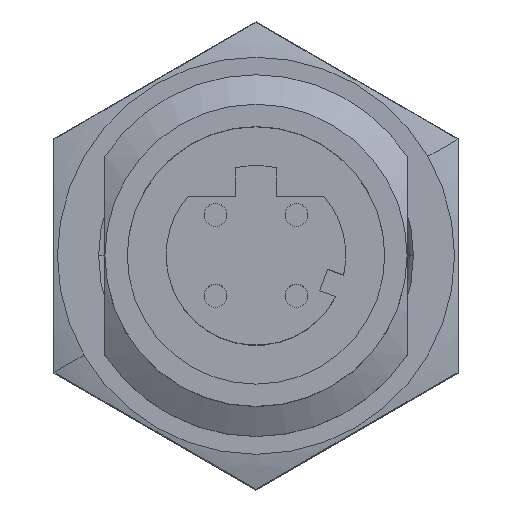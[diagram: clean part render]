
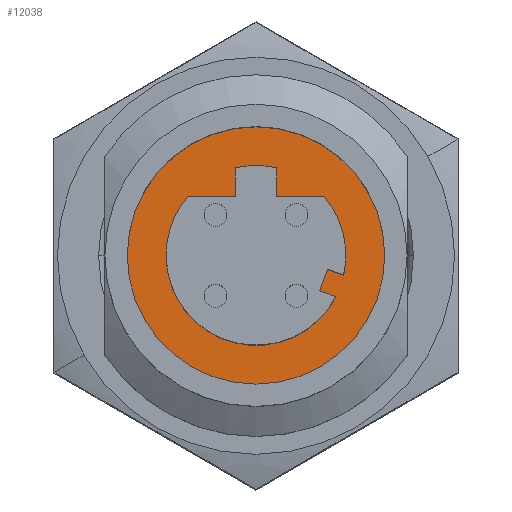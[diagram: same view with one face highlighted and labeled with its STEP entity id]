
A CAD part, top view. The second image highlights one B-rep face of the part: STEP entity #12038.
In plain terms, the highlighted planar face has unit normal (0, 0, 1).
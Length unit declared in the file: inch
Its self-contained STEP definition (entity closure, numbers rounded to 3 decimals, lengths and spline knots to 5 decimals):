
#662 = VERTEX_POINT ( 'NONE', #7573 ) ;
#827 = EDGE_CURVE ( 'NONE', #831, #830, #7983, .T. ) ;
#828 = EDGE_CURVE ( 'NONE', #829, #13551, #7974, .T. ) ;
#829 = VERTEX_POINT ( 'NONE', #8149 ) ;
#830 = VERTEX_POINT ( 'NONE', #8148 ) ;
#831 = VERTEX_POINT ( 'NONE', #8291 ) ;
#4783 = CARTESIAN_POINT ( 'NONE',  ( 0.036, 0.10282, 0.467 ) ) ;
#4803 = DIRECTION ( 'NONE',  ( 0., -1., 0. ) ) ;
#4804 = VECTOR ( 'NONE', #4803, 39.37008 ) ;
#4805 = CARTESIAN_POINT ( 'NONE',  ( -0.036, 0.15282, 0.467 ) ) ;
#4806 = LINE ( 'NONE', #4805, #4804 ) ;
#4850 = DIRECTION ( 'NONE',  ( -1., 0., 0. ) ) ;
#4851 = VECTOR ( 'NONE', #4850, 39.37008 ) ;
#4852 = CARTESIAN_POINT ( 'NONE',  ( 0.036, 0.10282, 0.467 ) ) ;
#4853 = LINE ( 'NONE', #4852, #4851 ) ;
#4854 = DIRECTION ( 'NONE',  ( 1., 0., 0. ) ) ;
#4855 = DIRECTION ( 'NONE',  ( 0., 0., 1. ) ) ;
#4856 = CARTESIAN_POINT ( 'NONE',  ( 0., 0., 0.467 ) ) ;
#4857 = AXIS2_PLACEMENT_3D ( 'NONE', #4856, #4855, #4854 ) ;
#4858 = CIRCLE ( 'NONE', #4857, 0.157 ) ;
#4866 = CARTESIAN_POINT ( 'NONE',  ( -0.036, 0.10282, 0.467 ) ) ;
#4892 = CARTESIAN_POINT ( 'NONE',  ( -0.036, 0.15282, 0.467 ) ) ;
#4894 = CARTESIAN_POINT ( 'NONE',  ( 0.11865, 0.10282, 0.467 ) ) ;
#4895 = DIRECTION ( 'NONE',  ( 0.94, -0.342, 0. ) ) ;
#4896 = VECTOR ( 'NONE', #4895, 39.37008 ) ;
#4897 = CARTESIAN_POINT ( 'NONE',  ( 0.12498, -0.02421, 0.467 ) ) ;
#4898 = LINE ( 'NONE', #4897, #4896 ) ;
#4904 = CARTESIAN_POINT ( 'NONE',  ( 0.15317, -0.03447, 0.467 ) ) ;
#4905 = DIRECTION ( 'NONE',  ( 0., 1., 0. ) ) ;
#4906 = VECTOR ( 'NONE', #4905, 39.37008 ) ;
#4907 = CARTESIAN_POINT ( 'NONE',  ( 0.036, 0.15282, 0.467 ) ) ;
#4908 = LINE ( 'NONE', #4907, #4906 ) ;
#4909 = DIRECTION ( 'NONE',  ( 1., 0., 0. ) ) ;
#4910 = DIRECTION ( 'NONE',  ( 0., 0., 1. ) ) ;
#4911 = AXIS2_PLACEMENT_3D ( 'NONE', #4916, #4910, #4909 ) ;
#4912 = CIRCLE ( 'NONE', #4911, 0.157 ) ;
#4916 = CARTESIAN_POINT ( 'NONE',  ( 0., 0., 0.467 ) ) ;
#5262 = LINE ( 'NONE', #5266, #5265 ) ;
#5263 = CARTESIAN_POINT ( 'NONE',  ( 0.036, 0.15282, 0.467 ) ) ;
#5264 = DIRECTION ( 'NONE',  ( -1., 0., 0. ) ) ;
#5265 = VECTOR ( 'NONE', #5264, 39.37008 ) ;
#5266 = CARTESIAN_POINT ( 'NONE',  ( -0.036, 0.10282, 0.467 ) ) ;
#5314 = CARTESIAN_POINT ( 'NONE',  ( 0.13949, -0.07205, 0.467 ) ) ;
#7573 = CARTESIAN_POINT ( 'NONE',  ( -0.11865, 0.10282, 0.467 ) ) ;
#7616 = DIRECTION ( 'NONE',  ( 0., 0., 1. ) ) ;
#7972 = CARTESIAN_POINT ( 'NONE',  ( 0., 0., 0.467 ) ) ;
#7973 = AXIS2_PLACEMENT_3D ( 'NONE', #7972, #7616, #8150 ) ;
#7974 = CIRCLE ( 'NONE', #7973, 0.157 ) ;
#7976 = DIRECTION ( 'NONE',  ( 1., 0., 0. ) ) ;
#7977 = DIRECTION ( 'NONE',  ( 0., 0., 1. ) ) ;
#7978 = CARTESIAN_POINT ( 'NONE',  ( 0., 0., 0.467 ) ) ;
#7979 = AXIS2_PLACEMENT_3D ( 'NONE', #7978, #7977, #7976 ) ;
#7983 = CIRCLE ( 'NONE', #7979, 0.225 ) ;
#8148 = CARTESIAN_POINT ( 'NONE',  ( 0.225, 0., 0.467 ) ) ;
#8149 = CARTESIAN_POINT ( 'NONE',  ( -0.157, 0., 0.467 ) ) ;
#8150 = DIRECTION ( 'NONE',  ( 1., 0., 0. ) ) ;
#8291 = CARTESIAN_POINT ( 'NONE',  ( -0.225, 0., 0.467 ) ) ;
#10382 = DIRECTION ( 'NONE',  ( 1., 0., 0. ) ) ;
#10383 = DIRECTION ( 'NONE',  ( 0., 0., 1. ) ) ;
#10384 = CARTESIAN_POINT ( 'NONE',  ( 0., 0., 0.467 ) ) ;
#10385 = AXIS2_PLACEMENT_3D ( 'NONE', #10384, #10383, #10382 ) ;
#10386 = PLANE ( 'NONE',  #10385 ) ;
#10388 = LINE ( 'NONE', #10505, #10504 ) ;
#10418 = CARTESIAN_POINT ( 'NONE',  ( 0.12498, -0.02421, 0.467 ) ) ;
#10452 = DIRECTION ( 'NONE',  ( 1., 0., 0. ) ) ;
#10453 = DIRECTION ( 'NONE',  ( 0., 0., 1. ) ) ;
#10454 = CARTESIAN_POINT ( 'NONE',  ( 0., 0., 0.467 ) ) ;
#10455 = AXIS2_PLACEMENT_3D ( 'NONE', #10454, #10453, #10452 ) ;
#10467 = DIRECTION ( 'NONE',  ( -0.94, 0.342, 0. ) ) ;
#10468 = VECTOR ( 'NONE', #10467, 39.37008 ) ;
#10469 = CARTESIAN_POINT ( 'NONE',  ( 0.1113, -0.06179, 0.467 ) ) ;
#10470 = LINE ( 'NONE', #10469, #10468 ) ;
#10479 = FACE_BOUND ( 'NONE', #12032, .T. ) ;
#10480 = FACE_OUTER_BOUND ( 'NONE', #12136, .T. ) ;
#10501 = CIRCLE ( 'NONE', #10455, 0.225 ) ;
#10502 = CARTESIAN_POINT ( 'NONE',  ( 0.1113, -0.06179, 0.467 ) ) ;
#10503 = DIRECTION ( 'NONE',  ( 0.342, 0.94, 0. ) ) ;
#10504 = VECTOR ( 'NONE', #10503, 39.37008 ) ;
#10505 = CARTESIAN_POINT ( 'NONE',  ( 0.1113, -0.06179, 0.467 ) ) ;
#10866 = DIRECTION ( 'NONE',  ( 1., 0., 0. ) ) ;
#10885 = AXIS2_PLACEMENT_3D ( 'NONE', #10907, #10906, #10866 ) ;
#10903 = CIRCLE ( 'NONE', #10885, 0.157 ) ;
#10906 = DIRECTION ( 'NONE',  ( 0., 0., 1. ) ) ;
#10907 = CARTESIAN_POINT ( 'NONE',  ( 0., 0., 0.467 ) ) ;
#12008 = VERTEX_POINT ( 'NONE', #10418 ) ;
#12009 = ORIENTED_EDGE ( 'NONE', *, *, #12010, .F. ) ;
#12010 = EDGE_CURVE ( 'NONE', #13551, #12019, #10470, .T. ) ;
#12018 = EDGE_CURVE ( 'NONE', #12019, #12008, #10388, .T. ) ;
#12019 = VERTEX_POINT ( 'NONE', #10502 ) ;
#12020 = EDGE_CURVE ( 'NONE', #830, #831, #10501, .T. ) ;
#12021 = ORIENTED_EDGE ( 'NONE', *, *, #827, .T. ) ;
#12032 = EDGE_LOOP ( 'NONE', ( #12033, #12009, #12097, #12098, #13078, #13073, #12952, #13061, #12950, #13057, #13070 ) ) ;
#12033 = ORIENTED_EDGE ( 'NONE', *, *, #12018, .F. ) ;
#12038 = ADVANCED_FACE ( 'NONE', ( #10480, #10479 ), #10386, .T. ) ;
#12088 = ORIENTED_EDGE ( 'NONE', *, *, #12020, .T. ) ;
#12097 = ORIENTED_EDGE ( 'NONE', *, *, #828, .F. ) ;
#12098 = ORIENTED_EDGE ( 'NONE', *, *, #12145, .F. ) ;
#12136 = EDGE_LOOP ( 'NONE', ( #12088, #12021 ) ) ;
#12145 = EDGE_CURVE ( 'NONE', #662, #829, #10903, .T. ) ;
#12933 = VERTEX_POINT ( 'NONE', #4783 ) ;
#12940 = VERTEX_POINT ( 'NONE', #4866 ) ;
#12949 = EDGE_CURVE ( 'NONE', #13076, #13072, #4858, .T. ) ;
#12950 = ORIENTED_EDGE ( 'NONE', *, *, #12951, .F. ) ;
#12951 = EDGE_CURVE ( 'NONE', #13074, #12933, #4853, .T. ) ;
#12952 = ORIENTED_EDGE ( 'NONE', *, *, #12949, .F. ) ;
#13057 = ORIENTED_EDGE ( 'NONE', *, *, #13058, .F. ) ;
#13058 = EDGE_CURVE ( 'NONE', #13060, #13074, #4912, .T. ) ;
#13059 = EDGE_CURVE ( 'NONE', #12933, #13076, #4908, .T. ) ;
#13060 = VERTEX_POINT ( 'NONE', #4904 ) ;
#13061 = ORIENTED_EDGE ( 'NONE', *, *, #13059, .F. ) ;
#13067 = EDGE_CURVE ( 'NONE', #13072, #12940, #4806, .T. ) ;
#13070 = ORIENTED_EDGE ( 'NONE', *, *, #13071, .F. ) ;
#13071 = EDGE_CURVE ( 'NONE', #12008, #13060, #4898, .T. ) ;
#13072 = VERTEX_POINT ( 'NONE', #4892 ) ;
#13073 = ORIENTED_EDGE ( 'NONE', *, *, #13067, .F. ) ;
#13074 = VERTEX_POINT ( 'NONE', #4894 ) ;
#13075 = EDGE_CURVE ( 'NONE', #12940, #662, #5262, .T. ) ;
#13076 = VERTEX_POINT ( 'NONE', #5263 ) ;
#13078 = ORIENTED_EDGE ( 'NONE', *, *, #13075, .F. ) ;
#13551 = VERTEX_POINT ( 'NONE', #5314 ) ;
